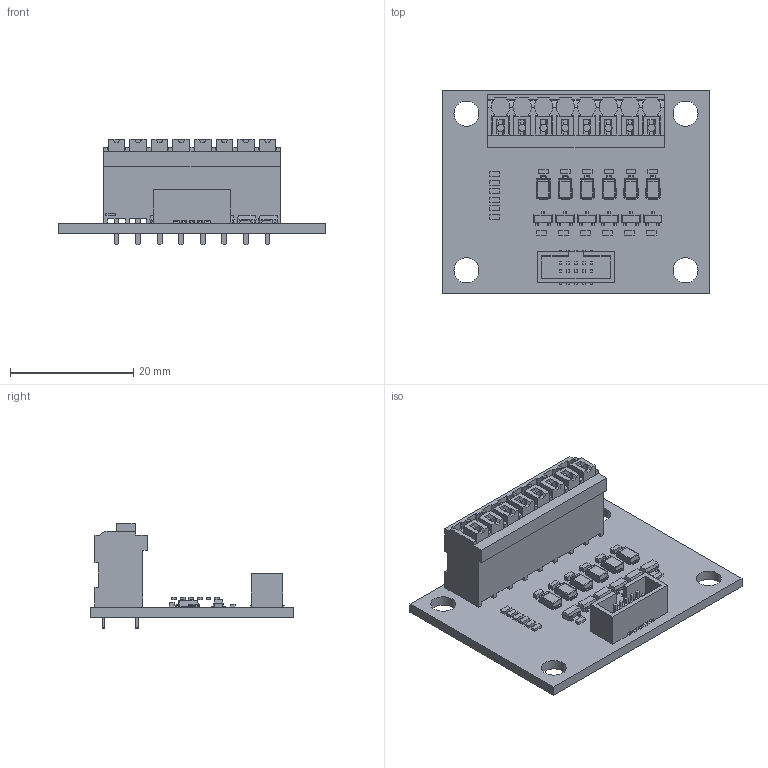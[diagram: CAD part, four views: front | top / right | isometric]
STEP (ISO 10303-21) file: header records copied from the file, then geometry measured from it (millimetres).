
FILE_DESCRIPTION (( 'STEP AP214' ), '1' );
FILE_NAME ('Driver Module.STEP', '2017-03-09T23:06:21', ( 'ART' ), ( 'Microsoft' ), 'SwSTEP 2.0', 'SolidWorks 2015', '' );
FILE_SCHEMA (( 'AUTOMOTIVE_DESIGN' ));
Length unit declared in the file: inch
Products named in the file (8): Driver Module; LED; C1; C2; R; D2_Predeterminado; D1; Base
Assembly tree (33 placements, depth 2):
  Driver Module
    Base
    D1  x6
    D2_Predeterminado  x6
    R  x12
    C2
    C1
    LED  x6
Bounding box: 43.18 x 33.02 x 17.1 mm (x, y, z)
Volume: 5005.6 mm3; surface area: 6232.4 mm2
Topology: 33 solids, 33 shells, 1511 faces, 3879 edges, 2442 vertices
Faces by surface type: plane 1092, cylinder 353, bspline 66
Entity records: 32895 total; most frequent: CARTESIAN_POINT 5016, ORIENTED_EDGE 4300, DIRECTION 3959, EDGE_CURVE 2150, LINE 1793, VECTOR 1793, VERTEX_POINT 1404, AXIS2_PLACEMENT_3D 1083
